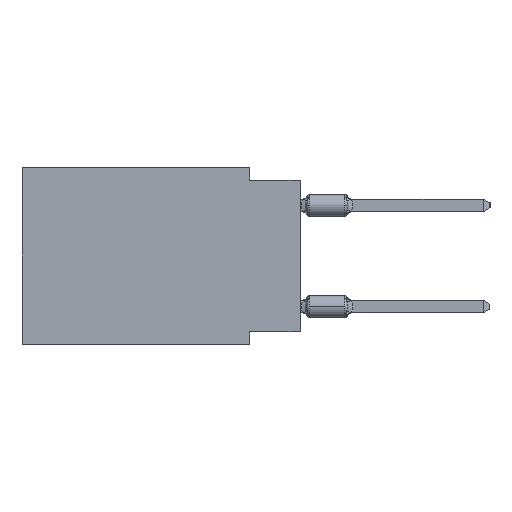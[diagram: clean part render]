
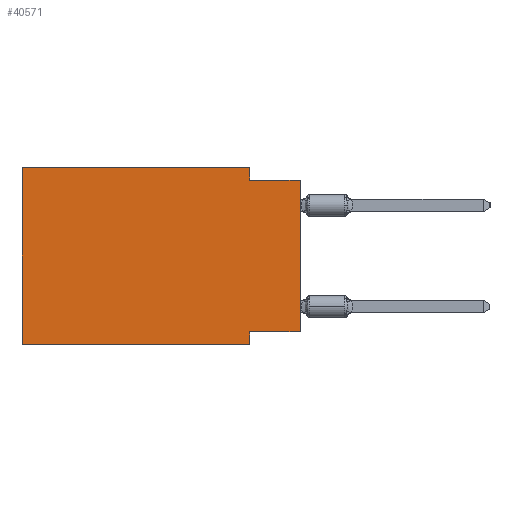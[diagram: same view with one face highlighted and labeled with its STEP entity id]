
A CAD part, left-side view. The second image highlights one B-rep face of the part: STEP entity #40571.
In plain terms, the highlighted planar face has unit normal (-1, 0, 0).
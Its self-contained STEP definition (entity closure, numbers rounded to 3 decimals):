
#1861 = DIRECTION ( 'NONE',  ( 0., -1., 0. ) ) ;
#2263 = DIRECTION ( 'NONE',  ( 1., 0., 0. ) ) ;
#2286 = CARTESIAN_POINT ( 'NONE',  ( 0., 2.54, 0. ) ) ;
#2924 = AXIS2_PLACEMENT_3D ( 'NONE', #34423, #2263, #18547 ) ;
#3015 = VERTEX_POINT ( 'NONE', #3246 ) ;
#3246 = CARTESIAN_POINT ( 'NONE',  ( 0., 2.54, -0.635 ) ) ;
#3515 = EDGE_CURVE ( 'NONE', #13278, #9326, #32620, .T. ) ;
#3521 = CARTESIAN_POINT ( 'NONE',  ( 0., 0., -0.635 ) ) ;
#3578 = VECTOR ( 'NONE', #10017, 1000. ) ;
#5250 = EDGE_LOOP ( 'NONE', ( #35155, #26429, #18704, #31626, #31662, #15327, #22561, #23524 ) ) ;
#8170 = CARTESIAN_POINT ( 'NONE',  ( 0., 2.54, 0. ) ) ;
#9326 = VERTEX_POINT ( 'NONE', #31247 ) ;
#9859 = CARTESIAN_POINT ( 'NONE',  ( 0., 0., -8.255 ) ) ;
#10017 = DIRECTION ( 'NONE',  ( 0., -1., 0. ) ) ;
#10435 = EDGE_CURVE ( 'NONE', #39958, #25647, #30075, .T. ) ;
#10678 = DIRECTION ( 'NONE',  ( 0., 0., -1. ) ) ;
#10999 = CARTESIAN_POINT ( 'NONE',  ( 0., 0., -8.255 ) ) ;
#11480 = LINE ( 'NONE', #21695, #27189 ) ;
#12287 = PLANE ( 'NONE',  #2924 ) ;
#13278 = VERTEX_POINT ( 'NONE', #27628 ) ;
#14211 = VECTOR ( 'NONE', #1861, 1000. ) ;
#14950 = LINE ( 'NONE', #10999, #28734 ) ;
#15327 = ORIENTED_EDGE ( 'NONE', *, *, #16216, .T. ) ;
#15481 = VERTEX_POINT ( 'NONE', #26595 ) ;
#15785 = CARTESIAN_POINT ( 'NONE',  ( 0., 0., -0.635 ) ) ;
#16138 = EDGE_CURVE ( 'NONE', #22255, #3015, #33625, .T. ) ;
#16216 = EDGE_CURVE ( 'NONE', #19129, #9326, #11480, .T. ) ;
#16221 = DIRECTION ( 'NONE',  ( 0., 0., 1. ) ) ;
#17121 = CARTESIAN_POINT ( 'NONE',  ( 0., 13.97, 0. ) ) ;
#18138 = FACE_OUTER_BOUND ( 'NONE', #5250, .T. ) ;
#18547 = DIRECTION ( 'NONE',  ( 0., 0., -1. ) ) ;
#18704 = ORIENTED_EDGE ( 'NONE', *, *, #16138, .F. ) ;
#19129 = VERTEX_POINT ( 'NONE', #31452 ) ;
#20145 = EDGE_CURVE ( 'NONE', #39958, #13278, #14950, .T. ) ;
#20831 = DIRECTION ( 'NONE',  ( 0., 0., 1. ) ) ;
#21601 = EDGE_CURVE ( 'NONE', #15481, #22255, #30497, .T. ) ;
#21695 = CARTESIAN_POINT ( 'NONE',  ( 0., 13.97, -8.89 ) ) ;
#22255 = VERTEX_POINT ( 'NONE', #8170 ) ;
#22561 = ORIENTED_EDGE ( 'NONE', *, *, #3515, .F. ) ;
#23178 = LINE ( 'NONE', #3521, #3578 ) ;
#23524 = ORIENTED_EDGE ( 'NONE', *, *, #20145, .F. ) ;
#23906 = VECTOR ( 'NONE', #40709, 1000. ) ;
#24154 = DIRECTION ( 'NONE',  ( 0., 1., 0. ) ) ;
#25015 = VECTOR ( 'NONE', #20831, 1000. ) ;
#25647 = VERTEX_POINT ( 'NONE', #15785 ) ;
#26429 = ORIENTED_EDGE ( 'NONE', *, *, #40394, .F. ) ;
#26595 = CARTESIAN_POINT ( 'NONE',  ( 0., 13.97, 0. ) ) ;
#27189 = VECTOR ( 'NONE', #34445, 1000. ) ;
#27628 = CARTESIAN_POINT ( 'NONE',  ( 0., 2.54, -8.255 ) ) ;
#28365 = LINE ( 'NONE', #32113, #39504 ) ;
#28734 = VECTOR ( 'NONE', #24154, 1000. ) ;
#29944 = VECTOR ( 'NONE', #10678, 1000. ) ;
#30075 = LINE ( 'NONE', #36540, #25015 ) ;
#30497 = LINE ( 'NONE', #17121, #14211 ) ;
#31247 = CARTESIAN_POINT ( 'NONE',  ( 0., 2.54, -8.89 ) ) ;
#31452 = CARTESIAN_POINT ( 'NONE',  ( 0., 13.97, -8.89 ) ) ;
#31626 = ORIENTED_EDGE ( 'NONE', *, *, #21601, .F. ) ;
#31662 = ORIENTED_EDGE ( 'NONE', *, *, #32887, .F. ) ;
#32113 = CARTESIAN_POINT ( 'NONE',  ( 0., 13.97, 0. ) ) ;
#32620 = LINE ( 'NONE', #32816, #29944 ) ;
#32816 = CARTESIAN_POINT ( 'NONE',  ( 0., 2.54, -8.89 ) ) ;
#32887 = EDGE_CURVE ( 'NONE', #19129, #15481, #28365, .T. ) ;
#33625 = LINE ( 'NONE', #2286, #23906 ) ;
#34423 = CARTESIAN_POINT ( 'NONE',  ( 0., 13.97, 0. ) ) ;
#34445 = DIRECTION ( 'NONE',  ( 0., -1., 0. ) ) ;
#35155 = ORIENTED_EDGE ( 'NONE', *, *, #10435, .T. ) ;
#36540 = CARTESIAN_POINT ( 'NONE',  ( 0., 0., 0. ) ) ;
#39504 = VECTOR ( 'NONE', #16221, 1000. ) ;
#39958 = VERTEX_POINT ( 'NONE', #9859 ) ;
#40394 = EDGE_CURVE ( 'NONE', #3015, #25647, #23178, .T. ) ;
#40571 = ADVANCED_FACE ( 'NONE', ( #18138 ), #12287, .F. ) ;
#40709 = DIRECTION ( 'NONE',  ( 0., 0., -1. ) ) ;
